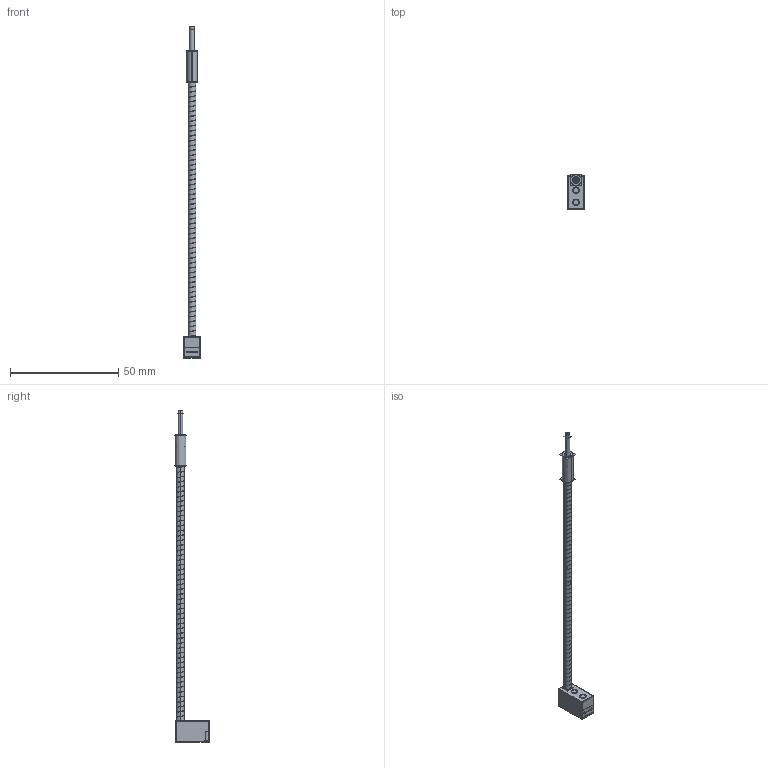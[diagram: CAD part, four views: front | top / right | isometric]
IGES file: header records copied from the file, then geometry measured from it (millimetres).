
Start section:  PTC IGES file: 192765.igs
Global section: file name: 192765.igs; native system: Creo Parametric by Parametric Technology Corporation; preprocessor: 2013230; author: pdmadmin; organization: Unknown; date: 20160209.173537; units: millimetre
Bounding box: 7.53 x 15.91 x 153.49 mm (x, y, z)
Volume: 1875.1 mm3; surface area: 45811.8 mm2
Topology: 37 solids, 39 shells, 772 faces, 3552 edges, 4434 vertices
Faces by surface type: bspline 428, revolution 344
